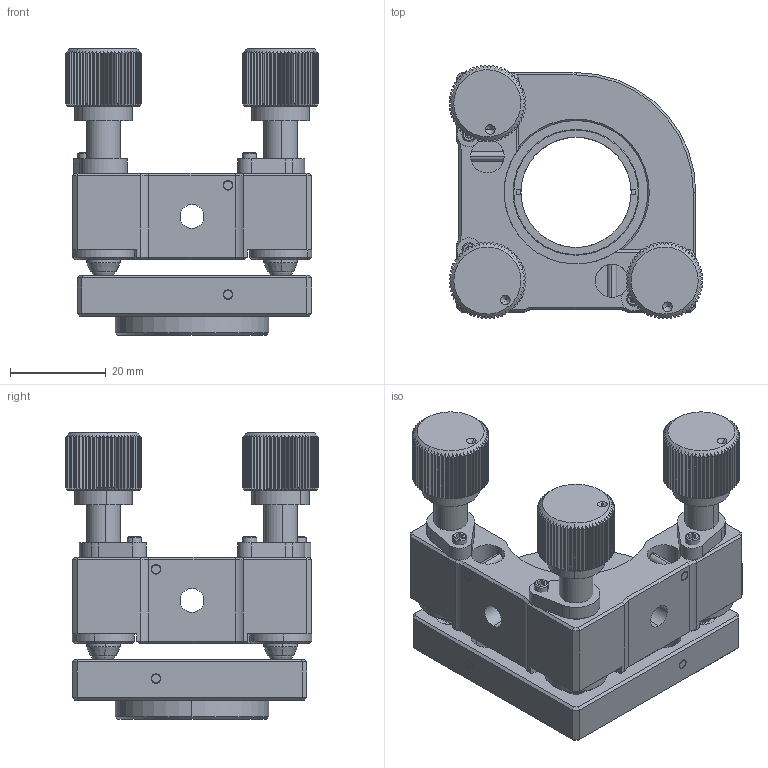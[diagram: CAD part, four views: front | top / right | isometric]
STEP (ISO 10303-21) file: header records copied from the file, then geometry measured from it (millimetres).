
FILE_DESCRIPTION (( 'STEP AP203' ), '1' );
FILE_NAME ('OMHS25.4-CS.STEP', '2018-12-10T02:17:56', ( '' ), ( '' ), 'SwSTEP 2.0', 'SolidWorks 2016', '' );
FILE_SCHEMA (( 'CONFIG_CONTROL_DESIGN' ));
Length unit declared in the file: millimetre
Products named in the file (1): OMHS25.4-CS
Bounding box: 52.99 x 52.99 x 59.8 mm (x, y, z)
Surface area: 23015.4 mm2 (no closed solid volume)
Topology: 0 solids, 30 shells, 1050 faces, 2902 edges, 1874 vertices
Faces by surface type: plane 527, cylinder 277, cone 240, torus 6
Entity records: 34229 total; most frequent: CARTESIAN_POINT 8551, ORIENTED_EDGE 5332, DIRECTION 5083, EDGE_CURVE 2888, AXIS2_PLACEMENT_3D 1910, VERTEX_POINT 1870, VECTOR 1263, LINE 1263
